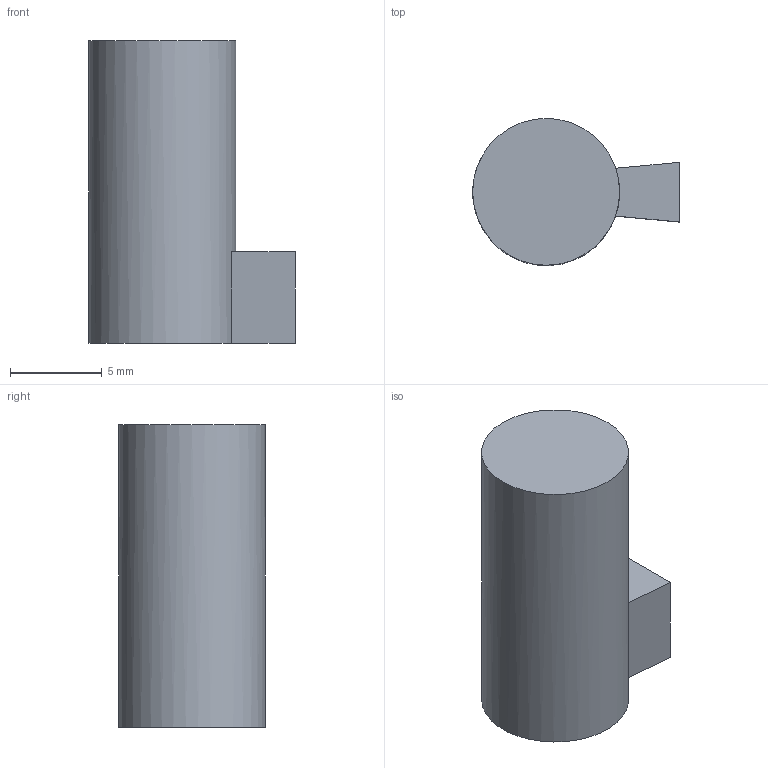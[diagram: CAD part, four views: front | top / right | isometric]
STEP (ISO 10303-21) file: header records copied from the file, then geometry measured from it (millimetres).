
FILE_DESCRIPTION(/* description */ (''),/* implementation_level */ '2;1');
FILE_NAME(/* name */ 'McH - Cylinder Wedge.step',/* time_stamp */ '2017-10-23T19:11:24-04:00',/* author */ 'David Madison',/* organization */ (''),/* preprocessor_version */ 'ST-DEVELOPER v16.13',/* originating_system */ 'Autodesk Translation Framework v6.1.1.50',/* authorisation */ '');
FILE_SCHEMA (('AUTOMOTIVE_DESIGN { 1 0 10303 214 3 1 1 }'));
Length unit declared in the file: millimetre
Products named in the file (1): McH - Cylinder Wedge
Bounding box: 11.25 x 8 x 16.5 mm (x, y, z)
Volume: 562.5 mm3; surface area: 798.7 mm2
Topology: 1 solids, 1 shells, 10 faces, 21 edges, 14 vertices
Faces by surface type: plane 8, cylinder 2
Full cylindrical faces by diameter (mm): 8 x1
Entity records: 285 total; most frequent: DIRECTION 46, CARTESIAN_POINT 43, ORIENTED_EDGE 38, EDGE_CURVE 19, AXIS2_PLACEMENT_3D 16, LINE 14, VECTOR 14, VERTEX_POINT 13
